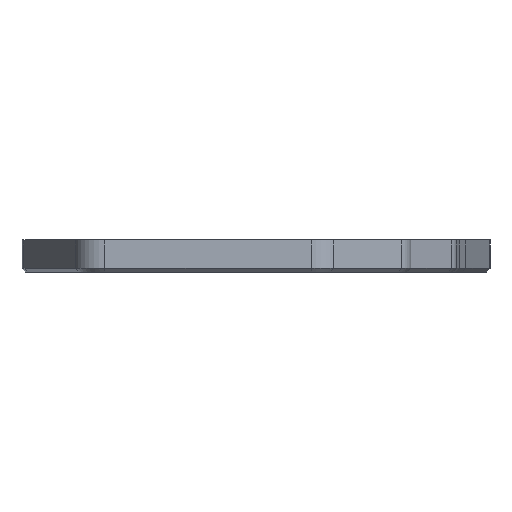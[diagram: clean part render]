
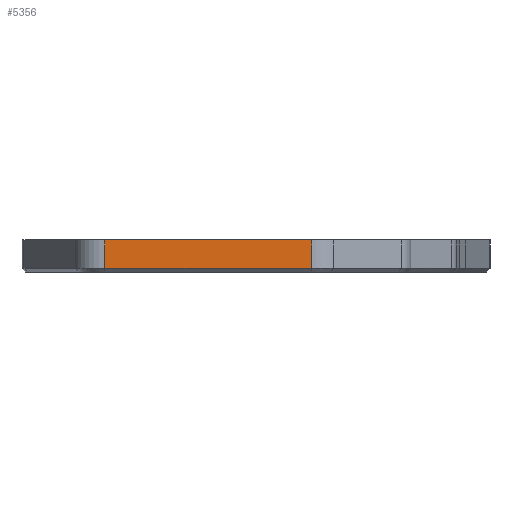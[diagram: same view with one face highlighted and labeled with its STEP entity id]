
A CAD part, left-side view. The second image highlights one B-rep face of the part: STEP entity #5356.
In plain terms, the highlighted planar face has unit normal (-1, 0, 0).
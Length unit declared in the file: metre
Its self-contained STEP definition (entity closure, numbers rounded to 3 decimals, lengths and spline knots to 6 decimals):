
#305=LINE('',#8098,#829);
#653=LINE('',#9077,#1177);
#654=LINE('',#9079,#1178);
#655=LINE('',#9081,#1179);
#829=VECTOR('',#6366,1.);
#1177=VECTOR('',#7478,1.);
#1178=VECTOR('',#7481,1.);
#1179=VECTOR('',#7482,1.);
#2615=ORIENTED_EDGE('',*,*,#3486,.T.);
#2616=ORIENTED_EDGE('',*,*,#3487,.F.);
#2617=ORIENTED_EDGE('',*,*,#3005,.F.);
#2618=ORIENTED_EDGE('',*,*,#3485,.T.);
#3005=EDGE_CURVE('',#3756,#3757,#305,.T.);
#3485=EDGE_CURVE('',#3756,#4005,#653,.T.);
#3486=EDGE_CURVE('',#4005,#4006,#654,.T.);
#3487=EDGE_CURVE('',#3757,#4006,#655,.T.);
#3756=VERTEX_POINT('',#8097);
#3757=VERTEX_POINT('',#8099);
#4005=VERTEX_POINT('',#9076);
#4006=VERTEX_POINT('',#9080);
#4552=EDGE_LOOP('',(#2615,#2616,#2617,#2618));
#4889=FACE_BOUND('',#4552,.T.);
#5068=PLANE('',#5917);
#5356=ADVANCED_FACE('',(#4889),#5068,.F.);
#5917=AXIS2_PLACEMENT_3D('',#9078,#7479,#7480);
#6366=DIRECTION('',(0.,-1.,0.));
#7478=DIRECTION('',(0.,0.,-1.));
#7479=DIRECTION('',(1.,0.,0.));
#7480=DIRECTION('',(0.,-1.,0.));
#7481=DIRECTION('',(0.,-1.,0.));
#7482=DIRECTION('',(0.,0.,-1.));
#8097=CARTESIAN_POINT('',(-0.016925,0.065982,-0.0133));
#8098=CARTESIAN_POINT('',(-0.016925,0.045485,-0.0133));
#8099=CARTESIAN_POINT('',(-0.016925,0.009938,-0.0133));
#9076=CARTESIAN_POINT('',(-0.016925,0.065982,-0.021));
#9077=CARTESIAN_POINT('',(-0.016925,0.065982,0.));
#9078=CARTESIAN_POINT('',(-0.016925,0.065982,0.));
#9079=CARTESIAN_POINT('',(-0.016925,0.046916,-0.021));
#9080=CARTESIAN_POINT('',(-0.016925,0.009938,-0.021));
#9081=CARTESIAN_POINT('',(-0.016925,0.009938,0.));
